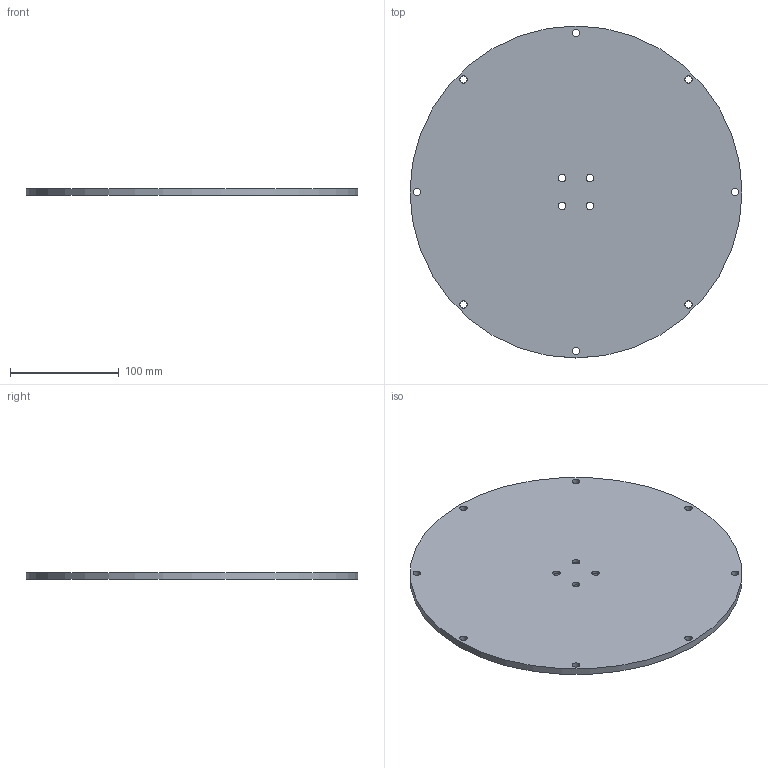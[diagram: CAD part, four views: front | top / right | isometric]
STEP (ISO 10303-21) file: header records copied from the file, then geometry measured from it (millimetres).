
FILE_DESCRIPTION(/* description */ (''),/* implementation_level */ '2;1');
FILE_NAME(/* name */ 'Turntable Flange v5.step',/* time_stamp */ '2021-08-31T09:21:21-04:00',/* author */ (''),/* organization */ (''),/* preprocessor_version */ 'ST-DEVELOPER v18.1',/* originating_system */ 'Autodesk Translation Framework v10.10.0.1391',/* authorisation */ '');
FILE_SCHEMA (('AUTOMOTIVE_DESIGN { 1 0 10303 214 3 1 1 }'));
Length unit declared in the file: inch
Products named in the file (1): Turntable Flange
Bounding box: 304.8 x 304.8 x 6.35 mm (x, y, z)
Volume: 460005.7 mm3; surface area: 152668.2 mm2
Topology: 1 solids, 1 shells, 19 faces, 47 edges, 30 vertices
Faces by surface type: cylinder 13, cone 4, plane 2
Full cylindrical faces by diameter (mm): 6.756 x12, 304.8 x1
Entity records: 662 total; most frequent: DIRECTION 117, CARTESIAN_POINT 97, ORIENTED_EDGE 94, AXIS2_PLACEMENT_3D 50, EDGE_CURVE 47, EDGE_LOOP 43, CIRCLE 30, VERTEX_POINT 30
